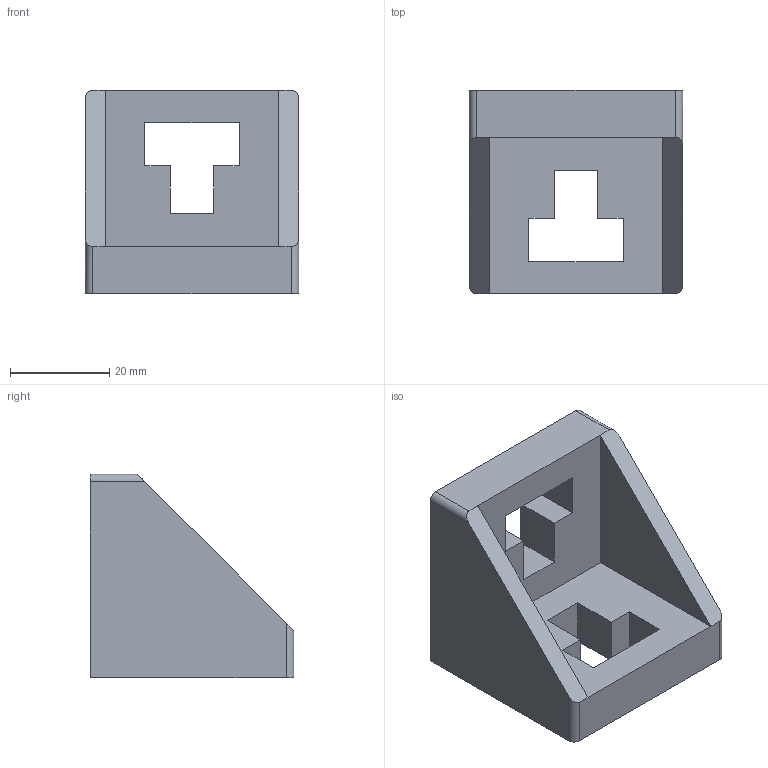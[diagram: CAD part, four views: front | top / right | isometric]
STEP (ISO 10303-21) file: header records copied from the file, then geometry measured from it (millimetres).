
FILE_DESCRIPTION(('STEP AP214'),'1');
FILE_NAME('cctmp_CABDCAA2-89D3-4502-BCCF-BC9882040414_2020_1_10_11_13_55_762..stp','2020-01-10T10:13:55',('Bosch Rexroth AG'),('CADClick - www.CADClick.com'),'Spatial InterOp 3D',' ','unknown authorization - (Healing Option Enabled)');
FILE_SCHEMA(('AUTOMOTIVE_DESIGN'));
Length unit declared in the file: millimetre
Products named in the file (1): 2020_01_10__11-13-55-762
Bounding box: 43 x 41 x 41 mm (x, y, z)
Volume: 28838.7 mm3; surface area: 10660 mm2
Topology: 1 solids, 1 shells, 32 faces, 86 edges, 56 vertices
Faces by surface type: plane 28, cylinder 4
Entity records: 1298 total; most frequent: CARTESIAN_POINT 211, ORIENTED_EDGE 172, DIRECTION 152, EDGE_CURVE 86, LINE 78, VECTOR 78, VERTEX_POINT 56, AXIS2_PLACEMENT_3D 37
